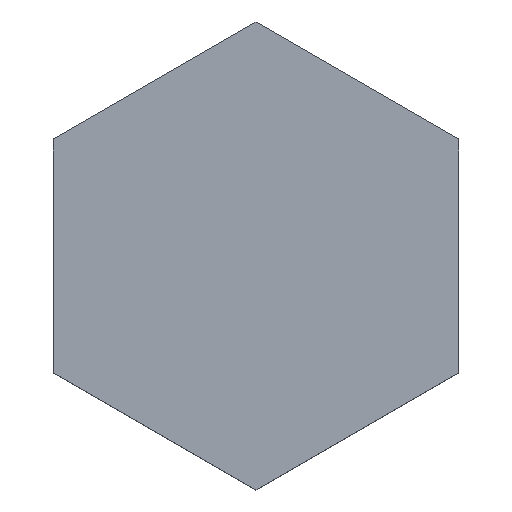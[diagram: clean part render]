
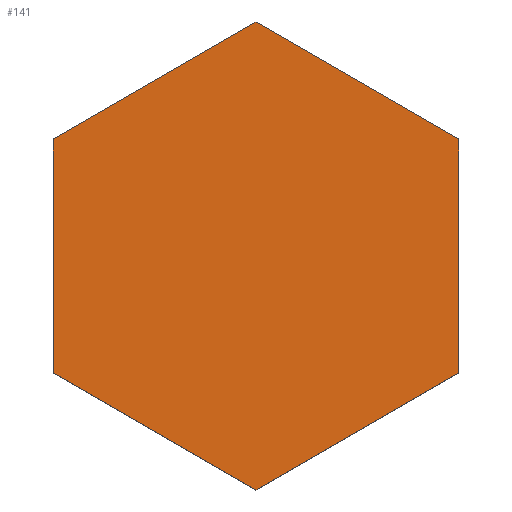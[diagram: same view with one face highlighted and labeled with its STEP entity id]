
A CAD part, top view. The second image highlights one B-rep face of the part: STEP entity #141.
In plain terms, the highlighted planar face has unit normal (0, 0, 1).
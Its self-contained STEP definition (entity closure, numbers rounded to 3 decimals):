
#141=ADVANCED_FACE('',(#3037),#3039,.T.);
#3037=FACE_BOUND('',#3038,.T.);
#3038=EDGE_LOOP('',(#3809,#3810,#3811,#3812,#3813,#3814));
#3039=PLANE('',#3040);
#3040=AXIS2_PLACEMENT_3D('',#3041,#3042,#3043);
#3041=CARTESIAN_POINT('',(0.,0.,32.));
#3042=DIRECTION('',(0.,0.,1.));
#3043=DIRECTION('',(-1.,0.,0.));
#3809=ORIENTED_EDGE('',*,*,#3893,.T.);
#3810=ORIENTED_EDGE('',*,*,#3891,.T.);
#3811=ORIENTED_EDGE('',*,*,#3889,.T.);
#3812=ORIENTED_EDGE('',*,*,#3887,.T.);
#3813=ORIENTED_EDGE('',*,*,#3885,.T.);
#3814=ORIENTED_EDGE('',*,*,#3883,.T.);
#3883=EDGE_CURVE('',#3961,#3959,#3962,.T.);
#3885=EDGE_CURVE('',#3964,#3961,#3965,.T.);
#3887=EDGE_CURVE('',#3967,#3964,#3968,.T.);
#3889=EDGE_CURVE('',#3970,#3967,#3971,.T.);
#3891=EDGE_CURVE('',#3973,#3970,#3974,.T.);
#3893=EDGE_CURVE('',#3959,#3973,#3976,.T.);
#3959=VERTEX_POINT('',#5699);
#3961=VERTEX_POINT('',#5703);
#3962=LINE('',#5704,#5705);
#3964=VERTEX_POINT('',#5710);
#3965=LINE('',#5711,#5712);
#3967=VERTEX_POINT('',#5717);
#3968=LINE('',#5718,#5719);
#3970=VERTEX_POINT('',#5724);
#3971=LINE('',#5725,#5726);
#3973=VERTEX_POINT('',#5731);
#3974=LINE('',#5732,#5733);
#3976=LINE('',#5738,#5739);
#5699=CARTESIAN_POINT('',(0.,-4.619,32.));
#5703=CARTESIAN_POINT('',(-4.,-2.309,32.));
#5704=CARTESIAN_POINT('',(-4.,-2.309,32.));
#5705=VECTOR('',#5706,1.);
#5706=DIRECTION('',(0.866,-0.5,0.));
#5710=CARTESIAN_POINT('',(-4.,2.309,32.));
#5711=CARTESIAN_POINT('',(-4.,2.309,32.));
#5712=VECTOR('',#5713,1.);
#5713=DIRECTION('',(0.,-1.,0.));
#5717=CARTESIAN_POINT('',(0.,4.619,32.));
#5718=CARTESIAN_POINT('',(0.,4.619,32.));
#5719=VECTOR('',#5720,1.);
#5720=DIRECTION('',(-0.866,-0.5,0.));
#5724=CARTESIAN_POINT('',(4.,2.309,32.));
#5725=CARTESIAN_POINT('',(4.,2.309,32.));
#5726=VECTOR('',#5727,1.);
#5727=DIRECTION('',(-0.866,0.5,0.));
#5731=CARTESIAN_POINT('',(4.,-2.309,32.));
#5732=CARTESIAN_POINT('',(4.,-2.309,32.));
#5733=VECTOR('',#5734,1.);
#5734=DIRECTION('',(0.,1.,0.));
#5738=CARTESIAN_POINT('',(0.,-4.619,32.));
#5739=VECTOR('',#5740,1.);
#5740=DIRECTION('',(0.866,0.5,0.));
